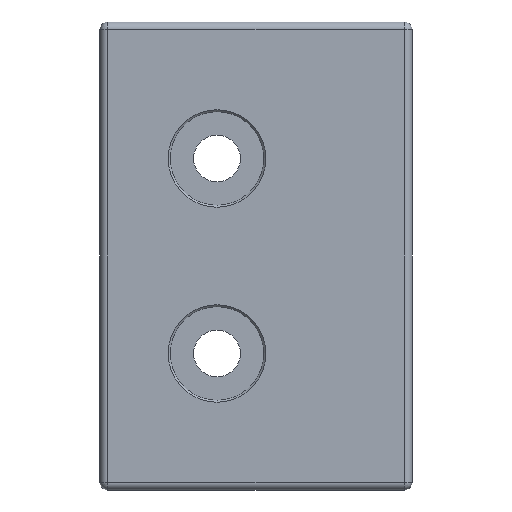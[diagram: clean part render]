
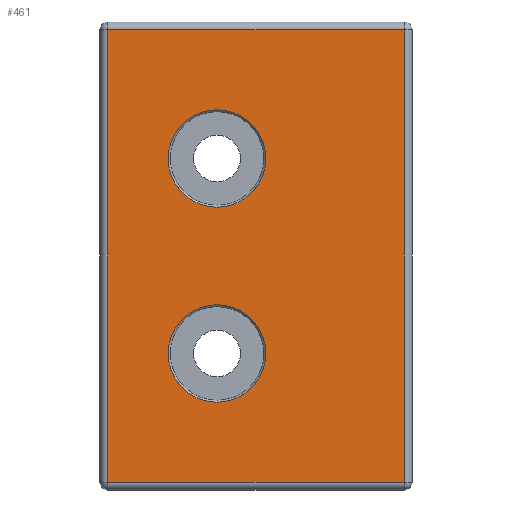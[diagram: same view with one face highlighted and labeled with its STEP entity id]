
A CAD part, front view. The second image highlights one B-rep face of the part: STEP entity #461.
In plain terms, the highlighted planar face has unit normal (0, -1, 0).
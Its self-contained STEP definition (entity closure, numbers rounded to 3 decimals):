
#17=FACE_BOUND('',#86,.T.);
#18=FACE_BOUND('',#87,.T.);
#25=PLANE('',#532);
#51=FACE_OUTER_BOUND('',#85,.T.);
#85=EDGE_LOOP('',(#349,#350,#351,#352));
#86=EDGE_LOOP('',(#353));
#87=EDGE_LOOP('',(#354));
#114=LINE('',#751,#144);
#116=LINE('',#759,#146);
#117=LINE('',#766,#147);
#119=LINE('',#775,#149);
#144=VECTOR('',#583,10.);
#146=VECTOR('',#591,10.);
#147=VECTOR('',#600,10.);
#149=VECTOR('',#612,10.);
#187=CIRCLE('',#533,6.25);
#188=CIRCLE('',#534,6.25);
#207=VERTEX_POINT('',#744);
#210=VERTEX_POINT('',#749);
#211=VERTEX_POINT('',#753);
#215=VERTEX_POINT('',#765);
#224=VERTEX_POINT('',#802);
#225=VERTEX_POINT('',#804);
#244=EDGE_CURVE('',#210,#207,#114,.T.);
#248=EDGE_CURVE('',#207,#211,#116,.T.);
#251=EDGE_CURVE('',#211,#215,#117,.T.);
#256=EDGE_CURVE('',#215,#210,#119,.T.);
#270=EDGE_CURVE('',#224,#224,#187,.F.);
#271=EDGE_CURVE('',#225,#225,#188,.F.);
#349=ORIENTED_EDGE('',*,*,#244,.F.);
#350=ORIENTED_EDGE('',*,*,#256,.F.);
#351=ORIENTED_EDGE('',*,*,#251,.F.);
#352=ORIENTED_EDGE('',*,*,#248,.F.);
#353=ORIENTED_EDGE('',*,*,#270,.F.);
#354=ORIENTED_EDGE('',*,*,#271,.F.);
#461=ADVANCED_FACE('',(#51,#17,#18),#25,.T.);
#532=AXIS2_PLACEMENT_3D('',#801,#643,#644);
#533=AXIS2_PLACEMENT_3D('',#803,#645,#646);
#534=AXIS2_PLACEMENT_3D('',#805,#647,#648);
#583=DIRECTION('',(0.,0.,1.));
#591=DIRECTION('',(1.,0.,0.));
#600=DIRECTION('',(0.,0.,-1.));
#612=DIRECTION('',(-1.,0.,0.));
#643=DIRECTION('center_axis',(0.,-1.,0.));
#644=DIRECTION('ref_axis',(0.,0.,-1.));
#645=DIRECTION('center_axis',(0.,1.,0.));
#646=DIRECTION('ref_axis',(1.,0.,0.));
#647=DIRECTION('center_axis',(0.,1.,0.));
#648=DIRECTION('ref_axis',(1.,0.,0.));
#744=CARTESIAN_POINT('',(1.,0.,59.));
#749=CARTESIAN_POINT('',(1.,0.,1.));
#751=CARTESIAN_POINT('',(1.,0.,0.));
#753=CARTESIAN_POINT('',(39.,0.,59.));
#759=CARTESIAN_POINT('',(30.,0.,59.));
#765=CARTESIAN_POINT('',(39.,0.,1.));
#766=CARTESIAN_POINT('',(39.,0.,0.));
#775=CARTESIAN_POINT('',(30.,0.,1.));
#801=CARTESIAN_POINT('Origin',(40.,0.,0.));
#802=CARTESIAN_POINT('',(8.75,0.,17.5));
#803=CARTESIAN_POINT('Origin',(15.,0.,17.5));
#804=CARTESIAN_POINT('',(8.75,0.,42.5));
#805=CARTESIAN_POINT('Origin',(15.,0.,42.5));
